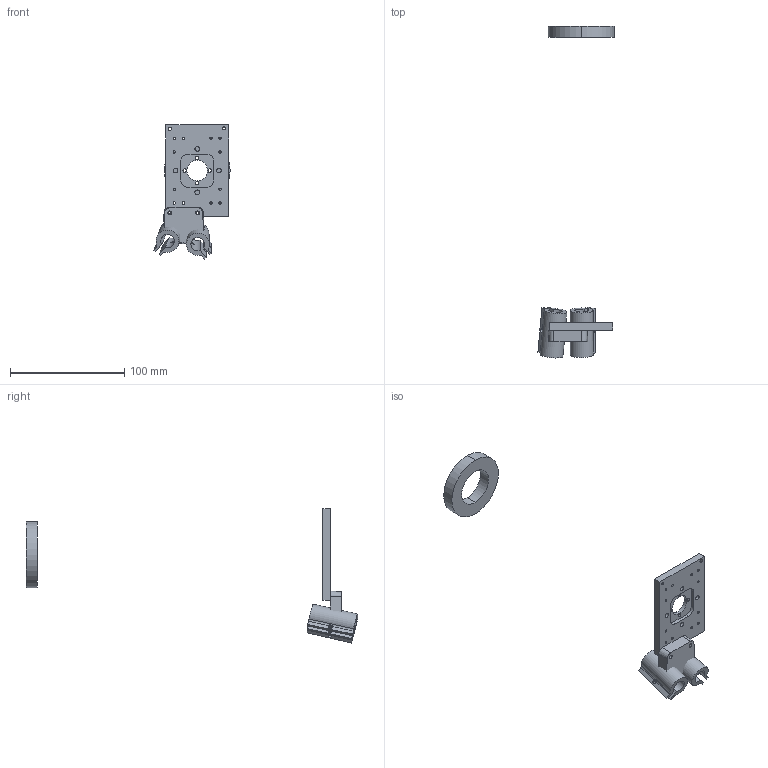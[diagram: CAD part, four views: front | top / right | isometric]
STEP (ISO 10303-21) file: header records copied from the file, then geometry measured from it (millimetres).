
FILE_DESCRIPTION (( 'STEP AP214' ), '1' );
FILE_NAME ('printtest_laser pointer.STEP', '2024-06-27T23:16:32', ( '' ), ( '' ), 'SwSTEP 2.0', 'SolidWorks 2023', '' );
FILE_SCHEMA (( 'AUTOMOTIVE_DESIGN' ));
Length unit declared in the file: millimetre
Products named in the file (6): laser_helper; Attachment Plate; Part1^LaserPointer ASMB; The laser mount_one part^LaserPointer ASMB; LaserPointer; printtest_laser pointer
Assembly tree (6 placements, depth 2):
  printtest_laser pointer
    Attachment Plate
    LaserPointer  x2
    laser_helper
    Part1^LaserPointer ASMB
    The laser mount_one part^LaserPointer ASMB
Bounding box: 66.83 x 290.64 x 117.45 mm (x, y, z)
Volume: 89712.6 mm3; surface area: 44920.2 mm2
Topology: 8 solids, 8 shells, 191 faces, 518 edges, 340 vertices
Faces by surface type: cylinder 106, plane 61, bspline 12, cone 12
Entity records: 6793 total; most frequent: CARTESIAN_POINT 1994, DIRECTION 1008, ORIENTED_EDGE 924, EDGE_CURVE 462, AXIS2_PLACEMENT_3D 398, VERTEX_POINT 304, EDGE_LOOP 242, CIRCLE 228
